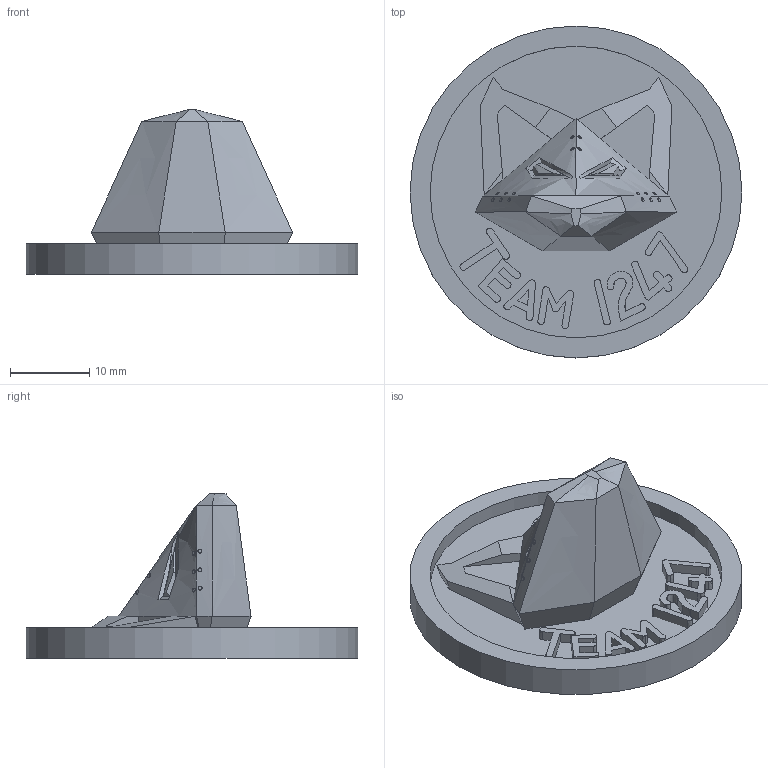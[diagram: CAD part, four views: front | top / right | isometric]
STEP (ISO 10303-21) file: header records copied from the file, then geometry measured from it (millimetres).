
FILE_DESCRIPTION(/* description */ (''),/* implementation_level */ '2;1');
FILE_NAME(/* name */ 'Full Pin.stp',/* time_stamp */ '2015-01-19T12:58:06-05:00',/* author */ ('Spooner'),/* organization */ (''),/* preprocessor_version */ 'ST-DEVELOPER v15.2',/* originating_system */ 'Autodesk Inventor 2014',/* authorisation */ '');
FILE_SCHEMA (('AUTOMOTIVE_DESIGN { 1 0 10303 214 3 1 1 }'));
Length unit declared in the file: inch
Products named in the file (6): roboCat-Pin 2015, Yellow; Bakground; Ears; Eyes; Nose; Full Pin
Bounding box: 41.91 x 41.91 x 20.72 mm (x, y, z)
Volume: 6379.5 mm3; surface area: 7167.4 mm2
Topology: 8 solids, 8 shells, 428 faces, 1227 edges, 844 vertices
Faces by surface type: plane 235, bspline 174, cylinder 19
Full cylindrical faces by diameter (mm): 0.508 x16, 36.83 x2, 41.91 x1
Entity records: 15840 total; most frequent: CARTESIAN_POINT 5817, ORIENTED_EDGE 2382, DIRECTION 1356, EDGE_CURVE 1191, VERTEX_POINT 827, LINE 782, VECTOR 782, EDGE_LOOP 494
